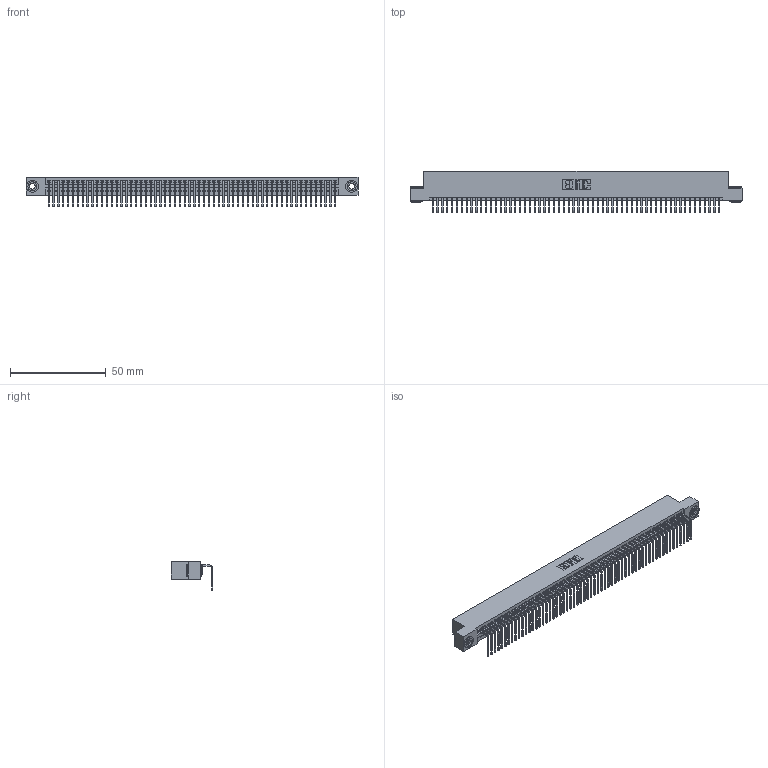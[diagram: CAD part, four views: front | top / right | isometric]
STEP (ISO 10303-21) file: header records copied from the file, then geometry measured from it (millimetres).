
FILE_DESCRIPTION (( 'STEP AP203' ), '1' );
FILE_NAME ('395-060-558-103.STEP', '2019-10-11T16:18:09', ( '' ), ( '' ), 'SwSTEP 2.0', 'SolidWorks 2016', '' );
FILE_SCHEMA (( 'CONFIG_CONTROL_DESIGN' ));
Length unit declared in the file: inch
Products named in the file (4): 345-250-002_345-250-002-102; 395-060-558-103; 345 Part_Flush Mounting Lugs - 0.156 Dia-TH; 345-292-001_558 Tail - 2
Assembly tree (63 placements, depth 2):
  395-060-558-103
    345 Part_Flush Mounting Lugs - 0.156 Dia-TH
    345-292-001_558 Tail - 2  x60
    345-250-002_345-250-002-102  x2
Bounding box: 173.61 x 21.83 x 15.37 mm (x, y, z)
Volume: 16856.3 mm3; surface area: 24034.3 mm2
Topology: 63 solids, 63 shells, 3764 faces, 11337 edges, 7474 vertices
Faces by surface type: plane 2610, cylinder 1146, cone 8
Entity records: 43468 total; most frequent: CARTESIAN_POINT 7507, ORIENTED_EDGE 7494, DIRECTION 6561, EDGE_CURVE 3747, LINE 3351, VECTOR 3351, VERTEX_POINT 2494, AXIS2_PLACEMENT_3D 1605
